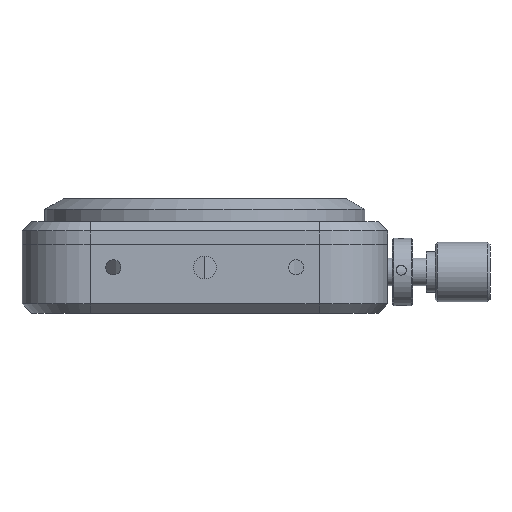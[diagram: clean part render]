
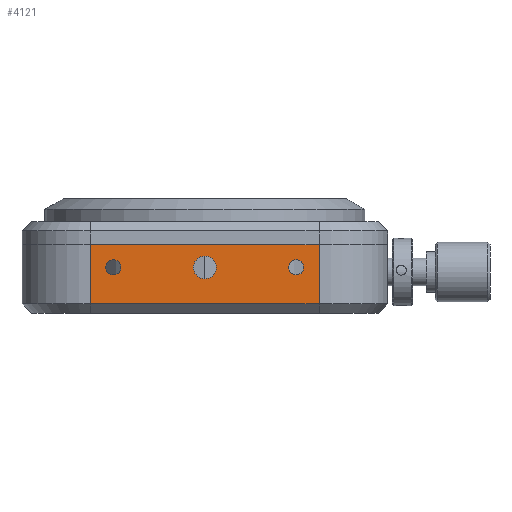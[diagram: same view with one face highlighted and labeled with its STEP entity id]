
A CAD part, front view. The second image highlights one B-rep face of the part: STEP entity #4121.
In plain terms, the highlighted planar face has unit normal (0, -1, 0).
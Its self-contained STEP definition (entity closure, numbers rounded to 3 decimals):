
#88 = CARTESIAN_POINT ( 'NONE',  ( -14.615, -43.535, 84.15 ) ) ;
#120 = VERTEX_POINT ( 'NONE', #88 ) ;
#143 = VERTEX_POINT ( 'NONE', #155 ) ;
#153 = CIRCLE ( 'NONE', #1346, 1.65 ) ;
#155 = CARTESIAN_POINT ( 'NONE',  ( 25.385, -43.535, 84.15 ) ) ;
#301 = LINE ( 'NONE', #9900, #9511 ) ;
#330 = AXIS2_PLACEMENT_3D ( 'NONE', #8879, #2244, #3049 ) ;
#335 = ORIENTED_EDGE ( 'NONE', *, *, #9026, .F. ) ;
#403 = EDGE_LOOP ( 'NONE', ( #1042, #5678 ) ) ;
#539 = CARTESIAN_POINT ( 'NONE',  ( 5.385, -43.535, 85. ) ) ;
#1033 = DIRECTION ( 'NONE',  ( 0., 0., -1. ) ) ;
#1042 = ORIENTED_EDGE ( 'NONE', *, *, #5595, .F. ) ;
#1111 = DIRECTION ( 'NONE',  ( 0., 0., -1. ) ) ;
#1123 = VERTEX_POINT ( 'NONE', #4987 ) ;
#1195 = CARTESIAN_POINT ( 'NONE',  ( 25.385, -43.535, 80.85 ) ) ;
#1313 = EDGE_CURVE ( 'NONE', #1123, #8812, #2111, .T. ) ;
#1346 = AXIS2_PLACEMENT_3D ( 'NONE', #4241, #2623, #6755 ) ;
#1366 = FACE_BOUND ( 'NONE', #6160, .T. ) ;
#1664 = EDGE_CURVE ( 'NONE', #120, #6074, #153, .T. ) ;
#2111 = LINE ( 'NONE', #9945, #5360 ) ;
#2244 = DIRECTION ( 'NONE',  ( 0., -1., 0. ) ) ;
#2495 = CIRCLE ( 'NONE', #6382, 1.65 ) ;
#2571 = CARTESIAN_POINT ( 'NONE',  ( 25.385, -43.535, 82.5 ) ) ;
#2623 = DIRECTION ( 'NONE',  ( 0., -1., 0. ) ) ;
#2644 = CARTESIAN_POINT ( 'NONE',  ( 30.385, -43.535, 74.5 ) ) ;
#2675 = DIRECTION ( 'NONE',  ( 1., 0., 0. ) ) ;
#2783 = DIRECTION ( 'NONE',  ( 0., 0., -1. ) ) ;
#2947 = PLANE ( 'NONE',  #4508 ) ;
#3033 = FACE_BOUND ( 'NONE', #403, .T. ) ;
#3039 = CARTESIAN_POINT ( 'NONE',  ( 5.385, -43.535, 80. ) ) ;
#3049 = DIRECTION ( 'NONE',  ( 0., 0., -1. ) ) ;
#3226 = VERTEX_POINT ( 'NONE', #539 ) ;
#3313 = AXIS2_PLACEMENT_3D ( 'NONE', #8172, #4952, #4094 ) ;
#3404 = VECTOR ( 'NONE', #6916, 1000. ) ;
#3410 = DIRECTION ( 'NONE',  ( 0., -1., 0. ) ) ;
#3418 = LINE ( 'NONE', #4393, #4941 ) ;
#3605 = CARTESIAN_POINT ( 'NONE',  ( -19.615, -43.535, 74.5 ) ) ;
#3623 = CARTESIAN_POINT ( 'NONE',  ( -34.615, -43.535, 87.5 ) ) ;
#3811 = DIRECTION ( 'NONE',  ( 0., -1., 0. ) ) ;
#3846 = CARTESIAN_POINT ( 'NONE',  ( 5.385, -43.535, 82.5 ) ) ;
#4019 = ORIENTED_EDGE ( 'NONE', *, *, #4230, .F. ) ;
#4032 = LINE ( 'NONE', #3623, #3404 ) ;
#4094 = DIRECTION ( 'NONE',  ( 0., 0., -1. ) ) ;
#4121 = ADVANCED_FACE ( 'NONE', ( #8007, #3033, #1366, #6739 ), #2947, .F. ) ;
#4230 = EDGE_CURVE ( 'NONE', #1123, #6669, #4032, .T. ) ;
#4241 = CARTESIAN_POINT ( 'NONE',  ( -14.615, -43.535, 82.5 ) ) ;
#4393 = CARTESIAN_POINT ( 'NONE',  ( -34.615, -43.535, 74.5 ) ) ;
#4429 = ORIENTED_EDGE ( 'NONE', *, *, #10217, .F. ) ;
#4508 = AXIS2_PLACEMENT_3D ( 'NONE', #7838, #7697, #4552 ) ;
#4552 = DIRECTION ( 'NONE',  ( 0., 0., 1. ) ) ;
#4653 = VERTEX_POINT ( 'NONE', #1195 ) ;
#4742 = AXIS2_PLACEMENT_3D ( 'NONE', #3846, #3811, #10326 ) ;
#4941 = VECTOR ( 'NONE', #2675, 1000. ) ;
#4952 = DIRECTION ( 'NONE',  ( 0., -1., 0. ) ) ;
#4987 = CARTESIAN_POINT ( 'NONE',  ( -19.615, -43.535, 87.5 ) ) ;
#4992 = VERTEX_POINT ( 'NONE', #2644 ) ;
#5001 = EDGE_LOOP ( 'NONE', ( #10086, #9115, #8928, #4019 ) ) ;
#5259 = EDGE_CURVE ( 'NONE', #3226, #9928, #8275, .T. ) ;
#5360 = VECTOR ( 'NONE', #1033, 1000. ) ;
#5399 = EDGE_LOOP ( 'NONE', ( #335, #9616 ) ) ;
#5508 = EDGE_CURVE ( 'NONE', #8812, #4992, #3418, .T. ) ;
#5595 = EDGE_CURVE ( 'NONE', #6074, #120, #2495, .T. ) ;
#5678 = ORIENTED_EDGE ( 'NONE', *, *, #1664, .F. ) ;
#6020 = CARTESIAN_POINT ( 'NONE',  ( -14.615, -43.535, 82.5 ) ) ;
#6074 = VERTEX_POINT ( 'NONE', #8371 ) ;
#6160 = EDGE_LOOP ( 'NONE', ( #4429, #8649 ) ) ;
#6304 = EDGE_CURVE ( 'NONE', #4992, #6669, #301, .T. ) ;
#6382 = AXIS2_PLACEMENT_3D ( 'NONE', #6020, #6870, #2783 ) ;
#6669 = VERTEX_POINT ( 'NONE', #8905 ) ;
#6739 = FACE_OUTER_BOUND ( 'NONE', #5001, .T. ) ;
#6755 = DIRECTION ( 'NONE',  ( 0., 0., -1. ) ) ;
#6761 = DIRECTION ( 'NONE',  ( 0., 0., 1. ) ) ;
#6870 = DIRECTION ( 'NONE',  ( 0., -1., 0. ) ) ;
#6916 = DIRECTION ( 'NONE',  ( 1., 0., 0. ) ) ;
#7242 = CIRCLE ( 'NONE', #3313, 2.5 ) ;
#7366 = CIRCLE ( 'NONE', #8572, 1.65 ) ;
#7697 = DIRECTION ( 'NONE',  ( 0., 1., 0. ) ) ;
#7838 = CARTESIAN_POINT ( 'NONE',  ( -34.615, -43.535, 87.5 ) ) ;
#8007 = FACE_BOUND ( 'NONE', #5399, .T. ) ;
#8172 = CARTESIAN_POINT ( 'NONE',  ( 5.385, -43.535, 82.5 ) ) ;
#8275 = CIRCLE ( 'NONE', #4742, 2.5 ) ;
#8371 = CARTESIAN_POINT ( 'NONE',  ( -14.615, -43.535, 80.85 ) ) ;
#8572 = AXIS2_PLACEMENT_3D ( 'NONE', #2571, #3410, #1111 ) ;
#8649 = ORIENTED_EDGE ( 'NONE', *, *, #5259, .F. ) ;
#8812 = VERTEX_POINT ( 'NONE', #3605 ) ;
#8879 = CARTESIAN_POINT ( 'NONE',  ( 25.385, -43.535, 82.5 ) ) ;
#8905 = CARTESIAN_POINT ( 'NONE',  ( 30.385, -43.535, 87.5 ) ) ;
#8928 = ORIENTED_EDGE ( 'NONE', *, *, #6304, .T. ) ;
#9026 = EDGE_CURVE ( 'NONE', #4653, #143, #9941, .T. ) ;
#9115 = ORIENTED_EDGE ( 'NONE', *, *, #5508, .T. ) ;
#9511 = VECTOR ( 'NONE', #6761, 1000. ) ;
#9616 = ORIENTED_EDGE ( 'NONE', *, *, #10607, .F. ) ;
#9900 = CARTESIAN_POINT ( 'NONE',  ( 30.385, -43.535, 87.5 ) ) ;
#9928 = VERTEX_POINT ( 'NONE', #3039 ) ;
#9941 = CIRCLE ( 'NONE', #330, 1.65 ) ;
#9945 = CARTESIAN_POINT ( 'NONE',  ( -19.615, -43.535, 87.5 ) ) ;
#10086 = ORIENTED_EDGE ( 'NONE', *, *, #1313, .T. ) ;
#10217 = EDGE_CURVE ( 'NONE', #9928, #3226, #7242, .T. ) ;
#10326 = DIRECTION ( 'NONE',  ( 0., 0., -1. ) ) ;
#10607 = EDGE_CURVE ( 'NONE', #143, #4653, #7366, .T. ) ;
